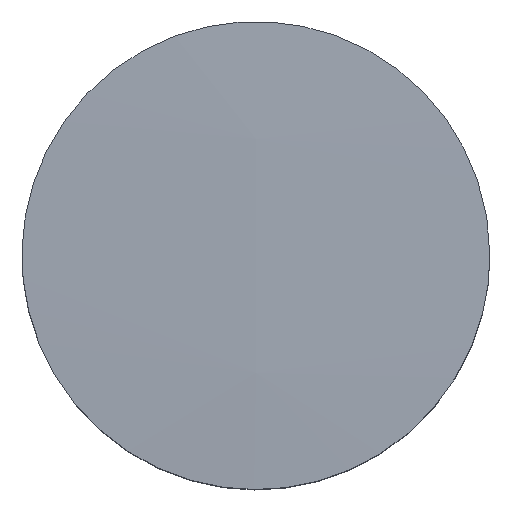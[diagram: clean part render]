
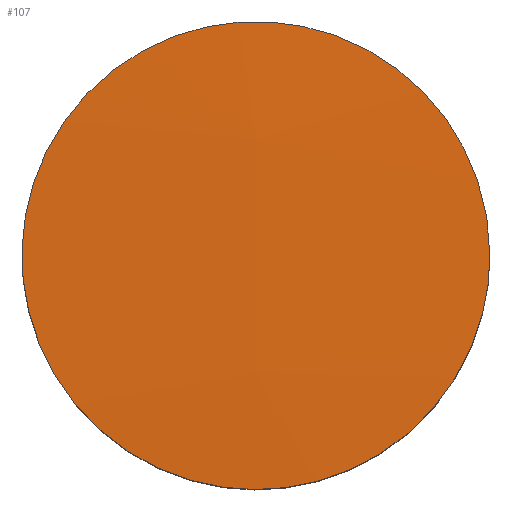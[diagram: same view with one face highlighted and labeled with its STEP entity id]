
A CAD part, top view. The second image highlights one B-rep face of the part: STEP entity #107.
In plain terms, the highlighted spherical face has radius 4.181 mm.
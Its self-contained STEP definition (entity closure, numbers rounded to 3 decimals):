
#86 = CARTESIAN_POINT ('', (0.15, 0., 0.172));
#87 = VERTEX_POINT ('', #86);
#88 = CARTESIAN_POINT ('', (0.15, 0., 0.172));
#89 = CARTESIAN_POINT ('', (0.15, 0.15, 0.172));
#90 = CARTESIAN_POINT ('', (0., 0.15, 0.172));
#91 = CARTESIAN_POINT ('', (-0.15, 0.15, 0.172));
#92 = CARTESIAN_POINT ('', (-0.15, 0., 0.172));
#93 = CARTESIAN_POINT ('', (-0.15, -0.15, 0.172));
#94 = CARTESIAN_POINT ('', (0., -0.15, 0.172));
#95 = CARTESIAN_POINT ('', (0.15, -0.15, 0.172));
#96 = CARTESIAN_POINT ('', (0.15, 0., 0.172));
#97 = (
   BOUNDED_CURVE ()
   B_SPLINE_CURVE (2, (#88, #89, #90, #91, #92, #93, #94, #95, #96), .UNSPECIFIED., .T., .U.)
   B_SPLINE_CURVE_WITH_KNOTS ((3, 2, 2, 2, 3), (0., 1.571, 3.142, 4.712, 6.283), .UNSPECIFIED.)
   CURVE ()
   GEOMETRIC_REPRESENTATION_ITEM ()
   RATIONAL_B_SPLINE_CURVE ((1., 0.707, 1., 0.707, 1., 0.707, 1., 0.707, 1.))
   REPRESENTATION_ITEM ('')
);
#98 = EDGE_CURVE ('', #87, #87, #97, .T.);
#99 = ORIENTED_EDGE ('', *, *, #98, .T.);
#100 = EDGE_LOOP ('', (#99));
#101 = FACE_OUTER_BOUND ('', #100, .T.);
#102 = CARTESIAN_POINT ('', (0., 0., -4.006));
#103 = DIRECTION ('', (-1., 0., 0.));
#104 = DIRECTION ('', (0., -1., 0.));
#105 = AXIS2_PLACEMENT_3D ('', #102, #103, #104);
#106 = SPHERICAL_SURFACE ('', #105, 4.181);
#107 = ADVANCED_FACE ('', (#101), #106, .T.);
